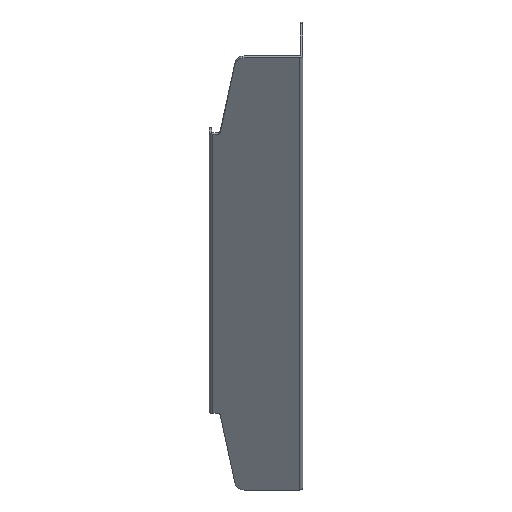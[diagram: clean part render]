
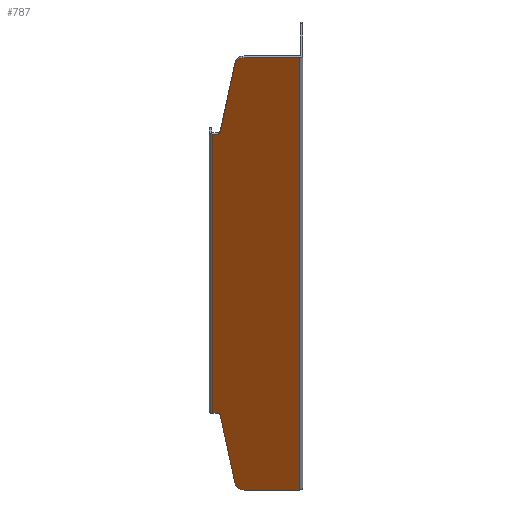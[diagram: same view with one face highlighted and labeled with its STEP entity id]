
A CAD part, isometric view. The second image highlights one B-rep face of the part: STEP entity #787.
In plain terms, the highlighted planar face has unit normal (-0.707, -0.707, 0).
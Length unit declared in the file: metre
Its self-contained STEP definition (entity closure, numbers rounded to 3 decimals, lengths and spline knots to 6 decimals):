
#32=PLANE('',#950);
#101=LINE('',#1238,#181);
#103=LINE('',#1251,#183);
#145=LINE('',#1364,#225);
#149=LINE('',#1369,#229);
#150=LINE('',#1371,#230);
#154=LINE('',#1376,#234);
#156=LINE('',#1379,#236);
#158=LINE('',#1383,#238);
#181=VECTOR('',#1014,1.);
#183=VECTOR('',#1028,1.);
#225=VECTOR('',#1136,1.);
#229=VECTOR('',#1142,1.);
#230=VECTOR('',#1145,1.);
#234=VECTOR('',#1151,1.);
#236=VECTOR('',#1155,1.);
#238=VECTOR('',#1161,1.);
#423=ORIENTED_EDGE('',*,*,#553,.F.);
#424=ORIENTED_EDGE('',*,*,#463,.T.);
#425=ORIENTED_EDGE('',*,*,#562,.T.);
#426=ORIENTED_EDGE('',*,*,#492,.T.);
#427=ORIENTED_EDGE('',*,*,#560,.F.);
#428=ORIENTED_EDGE('',*,*,#459,.T.);
#429=ORIENTED_EDGE('',*,*,#554,.T.);
#430=ORIENTED_EDGE('',*,*,#541,.T.);
#431=ORIENTED_EDGE('',*,*,#558,.T.);
#432=ORIENTED_EDGE('',*,*,#486,.F.);
#433=ORIENTED_EDGE('',*,*,#549,.F.);
#434=ORIENTED_EDGE('',*,*,#545,.T.);
#459=EDGE_CURVE('',#567,#568,#637,.T.);
#463=EDGE_CURVE('',#571,#572,#639,.T.);
#486=EDGE_CURVE('',#591,#592,#101,.T.);
#492=EDGE_CURVE('',#597,#595,#103,.T.);
#541=EDGE_CURVE('',#627,#628,#659,.T.);
#545=EDGE_CURVE('',#631,#632,#661,.T.);
#549=EDGE_CURVE('',#631,#591,#145,.T.);
#553=EDGE_CURVE('',#571,#632,#149,.T.);
#554=EDGE_CURVE('',#568,#627,#150,.T.);
#558=EDGE_CURVE('',#628,#592,#154,.T.);
#560=EDGE_CURVE('',#567,#595,#156,.T.);
#562=EDGE_CURVE('',#572,#597,#158,.T.);
#567=VERTEX_POINT('',#1180);
#568=VERTEX_POINT('',#1181);
#571=VERTEX_POINT('',#1189);
#572=VERTEX_POINT('',#1190);
#591=VERTEX_POINT('',#1237);
#592=VERTEX_POINT('',#1239);
#595=VERTEX_POINT('',#1249);
#597=VERTEX_POINT('',#1252);
#627=VERTEX_POINT('',#1347);
#628=VERTEX_POINT('',#1348);
#631=VERTEX_POINT('',#1356);
#632=VERTEX_POINT('',#1357);
#637=CIRCLE('',#892,0.01);
#639=CIRCLE('',#895,0.01);
#659=CIRCLE('',#939,0.003);
#661=CIRCLE('',#942,0.003);
#697=EDGE_LOOP('',(#423,#424,#425,#426,#427,#428,#429,#430,#431,#432,#433,
#434));
#735=FACE_BOUND('',#697,.T.);
#787=ADVANCED_FACE('',(#735),#32,.T.);
#892=AXIS2_PLACEMENT_3D('',#1179,#966,#967);
#895=AXIS2_PLACEMENT_3D('',#1188,#974,#975);
#939=AXIS2_PLACEMENT_3D('',#1346,#1120,#1121);
#942=AXIS2_PLACEMENT_3D('',#1355,#1128,#1129);
#950=AXIS2_PLACEMENT_3D('',#1382,#1159,#1160);
#966=DIRECTION('',(-0.707,-0.707,0.));
#967=DIRECTION('',(0.707,-0.707,0.));
#974=DIRECTION('',(-0.707,-0.707,0.));
#975=DIRECTION('',(0.707,-0.707,0.));
#1014=DIRECTION('',(0.,0.,1.));
#1028=DIRECTION('',(0.,0.,1.));
#1120=DIRECTION('',(0.707,0.707,0.));
#1121=DIRECTION('',(0.707,-0.707,0.));
#1128=DIRECTION('',(0.707,0.707,0.));
#1129=DIRECTION('',(0.707,-0.707,0.));
#1136=DIRECTION('',(-0.707,0.707,0.));
#1142=DIRECTION('',(-0.123,0.123,0.985));
#1145=DIRECTION('',(-0.123,0.123,-0.985));
#1151=DIRECTION('',(-0.707,0.707,0.));
#1155=DIRECTION('',(0.707,-0.707,0.));
#1159=DIRECTION('',(-0.707,-0.707,0.));
#1160=DIRECTION('',(0.707,-0.707,0.));
#1161=DIRECTION('',(0.707,-0.707,0.));
#1179=CARTESIAN_POINT('',(-0.045006,-0.026836,0.276996));
#1180=CARTESIAN_POINT('',(-0.045006,-0.026836,0.286996));
#1181=CARTESIAN_POINT('',(-0.051969,-0.019873,0.278732));
#1188=CARTESIAN_POINT('',(-0.045006,-0.026836,-0.276996));
#1189=CARTESIAN_POINT('',(-0.051969,-0.019873,-0.278732));
#1190=CARTESIAN_POINT('',(-0.045006,-0.026836,-0.286996));
#1237=CARTESIAN_POINT('',(-0.069146,-0.002696,-0.185396));
#1238=CARTESIAN_POINT('',(-0.069146,-0.002696,-0.286996));
#1239=CARTESIAN_POINT('',(-0.069146,-0.002696,0.185396));
#1249=CARTESIAN_POINT('',(-0.002696,-0.069146,0.286996));
#1251=CARTESIAN_POINT('',(-0.002696,-0.069146,-0.286996));
#1252=CARTESIAN_POINT('',(-0.002696,-0.069146,-0.286996));
#1346=CARTESIAN_POINT('',(-0.065387,-0.006455,0.188396));
#1347=CARTESIAN_POINT('',(-0.063298,-0.008545,0.187875));
#1348=CARTESIAN_POINT('',(-0.065387,-0.006455,0.185396));
#1355=CARTESIAN_POINT('',(-0.065387,-0.006455,-0.188396));
#1356=CARTESIAN_POINT('',(-0.065387,-0.006455,-0.185396));
#1357=CARTESIAN_POINT('',(-0.063298,-0.008545,-0.187875));
#1364=CARTESIAN_POINT('',(-0.071842,0.,-0.185396));
#1369=CARTESIAN_POINT('',(-0.050939,-0.020903,-0.286996));
#1371=CARTESIAN_POINT('',(-0.050939,-0.020903,0.286996));
#1376=CARTESIAN_POINT('',(0.,-0.071842,0.185396));
#1379=CARTESIAN_POINT('',(0.,-0.071842,0.286996));
#1382=CARTESIAN_POINT('',(0.,-0.071842,-0.286996));
#1383=CARTESIAN_POINT('',(0.,-0.071842,-0.286996));
